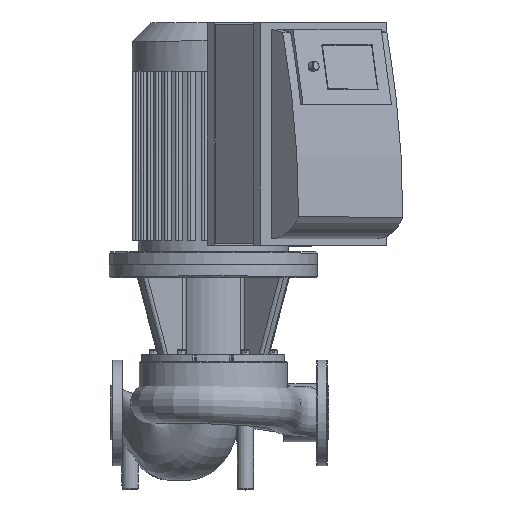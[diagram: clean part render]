
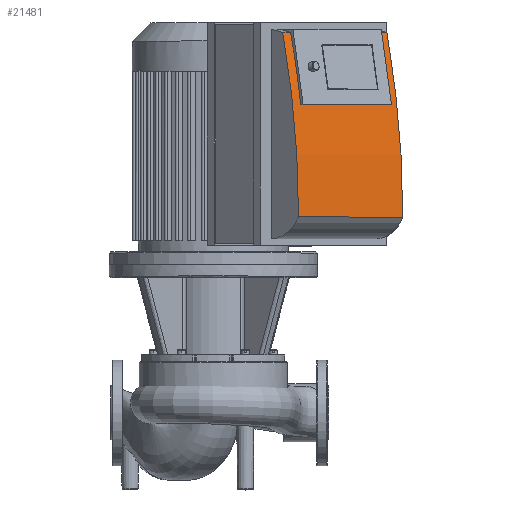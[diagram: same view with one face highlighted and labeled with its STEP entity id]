
A CAD part, top view. The second image highlights one B-rep face of the part: STEP entity #21481.
In plain terms, the highlighted cylindrical face has radius 1202.87 mm (diameter 2405.74 mm), a partial arc.
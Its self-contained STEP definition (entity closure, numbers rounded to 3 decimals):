
#852=CYLINDRICAL_SURFACE($,#23626,1202.871);
#2095=FACE_OUTER_BOUND($,#3563,.T.);
#3563=EDGE_LOOP($,(#19256,#19257,#19258,#19259,#19260,#19261,#19262,#19263));
#5400=LINE($,#53946,#7270);
#5412=LINE($,#53974,#7282);
#5417=LINE($,#53983,#7287);
#5419=LINE($,#53993,#7289);
#7270=VECTOR($,#29610,195.);
#7282=VECTOR($,#29636,17.5);
#7287=VECTOR($,#29643,17.5);
#7289=VECTOR($,#29655,230.);
#8249=CIRCLE($,#23616,1202.871);
#8250=CIRCLE($,#23620,1202.871);
#8252=CIRCLE($,#23625,1202.871);
#8253=CIRCLE($,#23627,1202.871);
#10216=VERTEX_POINT($,#53944);
#10217=VERTEX_POINT($,#53945);
#10220=VERTEX_POINT($,#53953);
#10225=VERTEX_POINT($,#53969);
#10226=VERTEX_POINT($,#53973);
#10229=VERTEX_POINT($,#53981);
#10231=VERTEX_POINT($,#53986);
#10232=VERTEX_POINT($,#53991);
#13226=EDGE_CURVE($,#10216,#10217,#5400,.T.);
#13230=EDGE_CURVE($,#10220,#10216,#8249,.T.);
#13238=EDGE_CURVE($,#10217,#10225,#8250,.T.);
#13240=EDGE_CURVE($,#10226,#10220,#5412,.T.);
#13245=EDGE_CURVE($,#10225,#10229,#5417,.T.);
#13248=EDGE_CURVE($,#10231,#10226,#8252,.T.);
#13249=EDGE_CURVE($,#10229,#10232,#8253,.T.);
#13250=EDGE_CURVE($,#10231,#10232,#5419,.T.);
#19256=ORIENTED_EDGE($,*,*,#13238,.T.);
#19257=ORIENTED_EDGE($,*,*,#13245,.T.);
#19258=ORIENTED_EDGE($,*,*,#13249,.T.);
#19259=ORIENTED_EDGE($,*,*,#13250,.F.);
#19260=ORIENTED_EDGE($,*,*,#13248,.T.);
#19261=ORIENTED_EDGE($,*,*,#13240,.T.);
#19262=ORIENTED_EDGE($,*,*,#13230,.T.);
#19263=ORIENTED_EDGE($,*,*,#13226,.T.);
#21481=ADVANCED_FACE($,(#2095),#852,.T.);
#23616=AXIS2_PLACEMENT_3D($,#53954,#29616,#29617);
#23620=AXIS2_PLACEMENT_3D($,#53970,#29631,#29632);
#23625=AXIS2_PLACEMENT_3D($,#53989,#29649,#29650);
#23626=AXIS2_PLACEMENT_3D($,#53990,#29651,#29652);
#23627=AXIS2_PLACEMENT_3D($,#53992,#29653,#29654);
#29610=DIRECTION($,(-0.707,0.,0.707));
#29616=DIRECTION('center_axis',(0.707,0.,-0.707));
#29617=DIRECTION('ref_axis',(0.707,0.,0.707));
#29631=DIRECTION('center_axis',(-0.707,0.,0.707));
#29632=DIRECTION('ref_axis',(0.707,0.,0.707));
#29636=DIRECTION($,(-0.707,0.,0.707));
#29643=DIRECTION($,(-0.707,0.,0.707));
#29649=DIRECTION('center_axis',(-0.707,0.,0.707));
#29650=DIRECTION('ref_axis',(0.707,0.,0.707));
#29651=DIRECTION('center_axis',(-0.707,0.,0.707));
#29652=DIRECTION('ref_axis',(0.707,0.,0.707));
#29653=DIRECTION('center_axis',(0.707,0.,-0.707));
#29654=DIRECTION('ref_axis',(0.707,0.,0.707));
#29655=DIRECTION($,(-0.707,0.,0.707));
#53944=CARTESIAN_POINT('',(434.128,480.128,306.242));
#53945=CARTESIAN_POINT('',(296.242,480.128,444.128));
#53946=CARTESIAN_POINT($,(365.185,480.128,375.185));
#53953=CARTESIAN_POINT('',(418.448,593.,290.562));
#53954=CARTESIAN_POINT('Origin',(-407.362,304.944,-535.248));
#53969=CARTESIAN_POINT('',(280.562,593.,428.448));
#53970=CARTESIAN_POINT('Origin',(-545.248,304.944,-397.362));
#53973=CARTESIAN_POINT('',(430.822,593.,278.187));
#53974=CARTESIAN_POINT($,(349.505,593.,359.505));
#53981=CARTESIAN_POINT('',(268.187,593.,440.822));
#53983=CARTESIAN_POINT($,(349.505,593.,359.505));
#53986=CARTESIAN_POINT('',(455.571,304.944,302.936));
#53989=CARTESIAN_POINT('Origin',(-394.988,304.944,-547.622));
#53990=CARTESIAN_POINT('Origin',(-476.305,304.944,-466.305));
#53991=CARTESIAN_POINT('',(292.936,304.944,465.571));
#53992=CARTESIAN_POINT('Origin',(-557.622,304.944,-384.988));
#53993=CARTESIAN_POINT($,(374.253,304.944,384.253));
